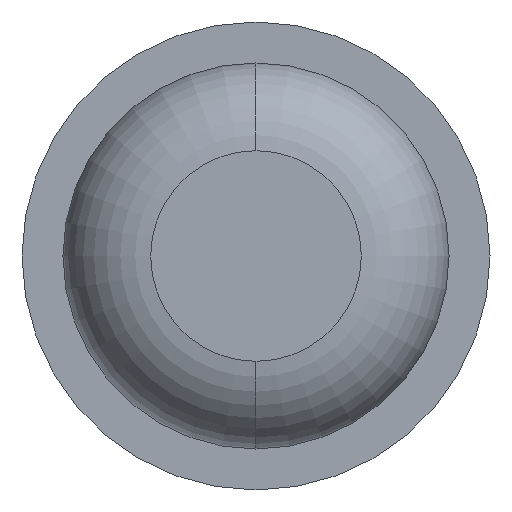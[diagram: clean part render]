
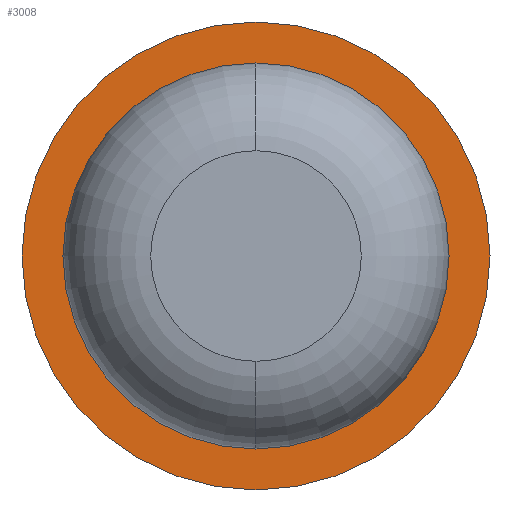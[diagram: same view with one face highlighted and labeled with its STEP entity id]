
A CAD part, front view. The second image highlights one B-rep face of the part: STEP entity #3008.
In plain terms, the highlighted planar face has unit normal (0, -1, 0).
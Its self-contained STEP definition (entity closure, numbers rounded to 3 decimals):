
#44 = EDGE_CURVE ( 'Defeature ausgef�hrt1_7+Defeature ausgef�hrt1_1+Defeature ausgef�hrt1_1+Defeature ausgef�hrt1_1', #3652, #368, #822, .T. ) ;
#153 = CARTESIAN_POINT ( 'NONE',  ( 0., -10., 0. ) ) ;
#228 = DIRECTION ( 'NONE',  ( 0., 1., 0. ) ) ;
#368 = VERTEX_POINT ( 'NONE', #2091 ) ;
#430 = DIRECTION ( 'NONE',  ( 0., 1., 0. ) ) ;
#586 = CARTESIAN_POINT ( 'NONE',  ( 0., -10., 0. ) ) ;
#593 = CARTESIAN_POINT ( 'NONE',  ( 0.825, -10., 0. ) ) ;
#729 = EDGE_CURVE ( 'Defeature ausgef�hrt1_7+Defeature ausgef�hrt1_1+Defeature ausgef�hrt1_1+Defeature ausgef�hrt1_1', #368, #3652, #2903, .T. ) ;
#809 = ORIENTED_EDGE ( 'NONE', *, *, #2768, .F. ) ;
#816 = CARTESIAN_POINT ( 'NONE',  ( 0., -10., 0.825 ) ) ;
#822 = CIRCLE ( 'NONE', #2300, 0.825 ) ;
#876 = DIRECTION ( 'NONE',  ( -1., 0., 0. ) ) ;
#892 = DIRECTION ( 'NONE',  ( 0., 1., 0. ) ) ;
#904 = PLANE ( 'NONE',  #2777 ) ;
#1355 = DIRECTION ( 'NONE',  ( 0., 1., 0. ) ) ;
#1494 = DIRECTION ( 'NONE',  ( -1., 0., 0. ) ) ;
#1616 = CARTESIAN_POINT ( 'NONE',  ( 0., -10., 0. ) ) ;
#1631 = CARTESIAN_POINT ( 'NONE',  ( 1., -10., 0. ) ) ;
#1640 = DIRECTION ( 'NONE',  ( -1., 0., 0. ) ) ;
#1707 = CIRCLE ( 'NONE', #2996, 1. ) ;
#1758 = EDGE_LOOP ( 'NONE', ( #3800, #2982 ) ) ;
#1986 = FACE_BOUND ( 'NONE', #1758, .T. ) ;
#2091 = CARTESIAN_POINT ( 'NONE',  ( 0., -10., -0.825 ) ) ;
#2168 = CIRCLE ( 'NONE', #2867, 1. ) ;
#2260 = DIRECTION ( 'NONE',  ( -1., 0., 0. ) ) ;
#2300 = AXIS2_PLACEMENT_3D ( 'NONE', #1616, #430, #3744 ) ;
#2539 = CARTESIAN_POINT ( 'NONE',  ( 0., -10., 0. ) ) ;
#2600 = CARTESIAN_POINT ( 'NONE',  ( -1., -10., 0. ) ) ;
#2725 = VERTEX_POINT ( 'NONE', #1631 ) ;
#2768 = EDGE_CURVE ( 'Defeature ausgef�hrt1_6+Defeature ausgef�hrt1_7+Defeature ausgef�hrt1_7+Defeature ausgef�hrt1_7', #2725, #3238, #1707, .T. ) ;
#2777 = AXIS2_PLACEMENT_3D ( 'NONE', #593, #892, #1494 ) ;
#2812 = ORIENTED_EDGE ( 'NONE', *, *, #3930, .F. ) ;
#2867 = AXIS2_PLACEMENT_3D ( 'NONE', #153, #1355, #2260 ) ;
#2891 = FACE_OUTER_BOUND ( 'NONE', #3438, .T. ) ;
#2903 = CIRCLE ( 'NONE', #3231, 0.825 ) ;
#2982 = ORIENTED_EDGE ( 'NONE', *, *, #729, .T. ) ;
#2996 = AXIS2_PLACEMENT_3D ( 'NONE', #2539, #3127, #1640 ) ;
#3008 = ADVANCED_FACE ( 'Defeature ausgef�hrt1_7', ( #2891, #1986 ), #904, .F. ) ;
#3127 = DIRECTION ( 'NONE',  ( 0., 1., 0. ) ) ;
#3231 = AXIS2_PLACEMENT_3D ( 'NONE', #586, #228, #876 ) ;
#3238 = VERTEX_POINT ( 'NONE', #2600 ) ;
#3438 = EDGE_LOOP ( 'NONE', ( #2812, #809 ) ) ;
#3652 = VERTEX_POINT ( 'NONE', #816 ) ;
#3744 = DIRECTION ( 'NONE',  ( -1., 0., 0. ) ) ;
#3800 = ORIENTED_EDGE ( 'NONE', *, *, #44, .T. ) ;
#3930 = EDGE_CURVE ( 'Defeature ausgef�hrt1_6+Defeature ausgef�hrt1_7+Defeature ausgef�hrt1_7+Defeature ausgef�hrt1_7', #3238, #2725, #2168, .T. ) ;
